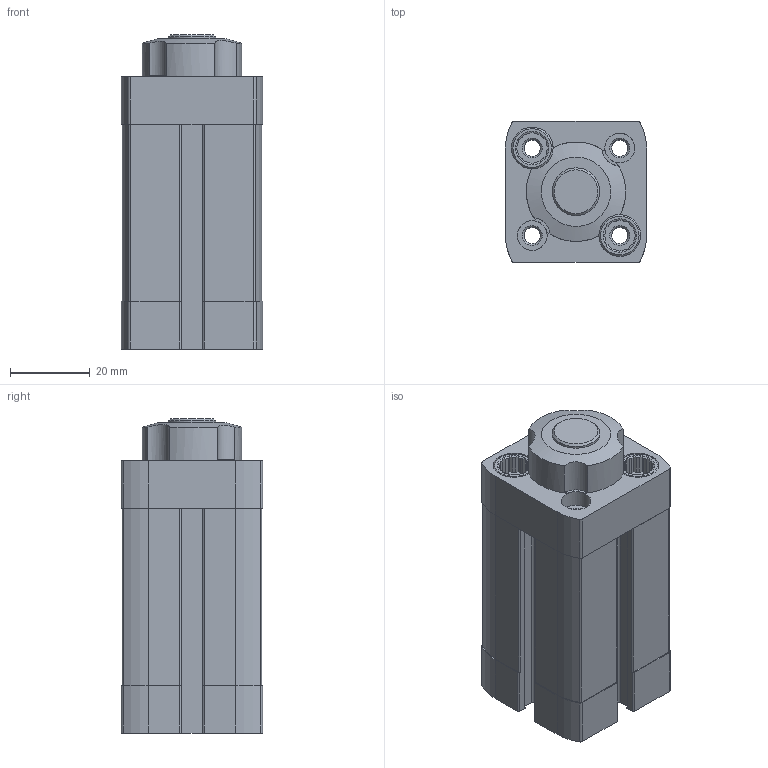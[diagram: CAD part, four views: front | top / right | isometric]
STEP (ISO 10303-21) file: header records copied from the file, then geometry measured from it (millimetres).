
FILE_DESCRIPTION(/* description */ ('STEP AP214'),/* implementation_level */ '2;1');
FILE_NAME(/* name */ '576076_DFSP-20-15-DS-PA',/* time_stamp */ '2024-08-15T21:22:04+02:00',/* author */ ('License CC BY-ND 4.0'),/* organization */ ('CADENAS'),/* preprocessor_version */ 'ST-DEVELOPER v19.3',/* originating_system */ 'PARTsolutions',/* authorisation */ ' ');
FILE_SCHEMA (('AUTOMOTIVE_DESIGN {1 0 10303 214 3 1 1}'));
Length unit declared in the file: millimetre
Products named in the file (3): 576076 DFSP-20-15-DS-PA---(0); 575167 DFSP-20-15_g; 575167 DFSP-20-15-S_ks
Assembly tree (2 placements, depth 2):
  576076 DFSP-20-15-DS-PA---(0)
    575167 DFSP-20-15_g
    575167 DFSP-20-15-S_ks
Bounding box: 35.5 x 35.5 x 79 mm (x, y, z)
Volume: 71293.7 mm3; surface area: 26048.3 mm2
Topology: 2 solids, 2 shells, 327 faces, 885 edges, 586 vertices
Faces by surface type: plane 172, cylinder 135, cone 19, sphere 1
Full cylindrical faces by diameter (mm): 4.134 x10, 6.134 x4, 7.5 x2, 9 x3, 10.5 x4, 12 x2, 20 x2
Entity records: 10194 total; most frequent: CARTESIAN_POINT 2038, DIRECTION 1680, ORIENTED_EDGE 1652, EDGE_CURVE 826, AXIS2_PLACEMENT_3D 624, VERTEX_POINT 574, LINE 432, VECTOR 432
